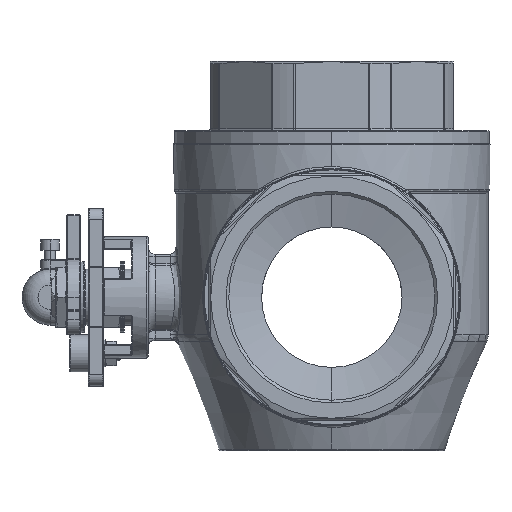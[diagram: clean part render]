
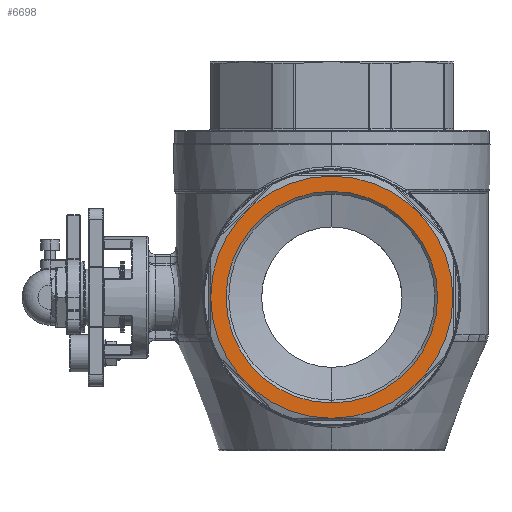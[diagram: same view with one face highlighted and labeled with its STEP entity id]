
A CAD part, left-side view. The second image highlights one B-rep face of the part: STEP entity #6698.
In plain terms, the highlighted planar face has unit normal (-1, 0, 0).
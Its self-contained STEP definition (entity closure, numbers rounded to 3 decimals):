
#2574 = CARTESIAN_POINT ( 'NONE',  ( -126., 0., 64.7 ) ) ;
#3466 = CARTESIAN_POINT ( 'NONE',  ( -126., 0., -56.515 ) ) ;
#4036 = CARTESIAN_POINT ( 'NONE',  ( -126., 0., 0. ) ) ;
#4134 = DIRECTION ( 'NONE',  ( 1., 0., 0. ) ) ;
#6535 = EDGE_CURVE ( 'NONE', #60982, #42094, #9133, .T. ) ;
#6698 = ADVANCED_FACE ( 'NONE', ( #23550, #53209 ), #13030, .F. ) ;
#7219 = EDGE_CURVE ( 'NONE', #42094, #60982, #15874, .T. ) ;
#8402 = DIRECTION ( 'NONE',  ( 0., 0., -1. ) ) ;
#9133 = CIRCLE ( 'NONE', #22266, 64.7 ) ;
#10442 = DIRECTION ( 'NONE',  ( 0., 0., 1. ) ) ;
#13030 = PLANE ( 'NONE',  #25522 ) ;
#13460 = CARTESIAN_POINT ( 'NONE',  ( -126., 68., 0. ) ) ;
#13577 = DIRECTION ( 'NONE',  ( 1., 0., 0. ) ) ;
#15051 = ORIENTED_EDGE ( 'NONE', *, *, #6535, .T. ) ;
#15874 = CIRCLE ( 'NONE', #30473, 64.7 ) ;
#17878 = EDGE_CURVE ( 'NONE', #30360, #60757, #19371, .T. ) ;
#19371 = CIRCLE ( 'NONE', #47359, 56.515 ) ;
#20825 = DIRECTION ( 'NONE',  ( -1., 0., 0. ) ) ;
#21744 = CIRCLE ( 'NONE', #42167, 56.515 ) ;
#22266 = AXIS2_PLACEMENT_3D ( 'NONE', #54195, #58878, #54823 ) ;
#22610 = DIRECTION ( 'NONE',  ( 1., 0., 0. ) ) ;
#23550 = FACE_BOUND ( 'NONE', #57139, .T. ) ;
#25522 = AXIS2_PLACEMENT_3D ( 'NONE', #13460, #4134, #56811 ) ;
#26347 = CARTESIAN_POINT ( 'NONE',  ( -126., 0., 56.515 ) ) ;
#27702 = CARTESIAN_POINT ( 'NONE',  ( -126., 0., 0. ) ) ;
#30360 = VERTEX_POINT ( 'NONE', #26347 ) ;
#30473 = AXIS2_PLACEMENT_3D ( 'NONE', #49993, #20825, #10442 ) ;
#35899 = EDGE_LOOP ( 'NONE', ( #38848, #15051 ) ) ;
#38848 = ORIENTED_EDGE ( 'NONE', *, *, #7219, .T. ) ;
#41074 = ORIENTED_EDGE ( 'NONE', *, *, #46071, .T. ) ;
#42094 = VERTEX_POINT ( 'NONE', #56303 ) ;
#42167 = AXIS2_PLACEMENT_3D ( 'NONE', #27702, #22610, #8402 ) ;
#46071 = EDGE_CURVE ( 'NONE', #60757, #30360, #21744, .T. ) ;
#47359 = AXIS2_PLACEMENT_3D ( 'NONE', #4036, #13577, #57585 ) ;
#49993 = CARTESIAN_POINT ( 'NONE',  ( -126., 0., 0. ) ) ;
#53209 = FACE_OUTER_BOUND ( 'NONE', #35899, .T. ) ;
#54195 = CARTESIAN_POINT ( 'NONE',  ( -126., 0., 0. ) ) ;
#54823 = DIRECTION ( 'NONE',  ( 0., 0., 1. ) ) ;
#56303 = CARTESIAN_POINT ( 'NONE',  ( -126., 0., -64.7 ) ) ;
#56410 = ORIENTED_EDGE ( 'NONE', *, *, #17878, .T. ) ;
#56811 = DIRECTION ( 'NONE',  ( 0., 0., -1. ) ) ;
#57139 = EDGE_LOOP ( 'NONE', ( #56410, #41074 ) ) ;
#57585 = DIRECTION ( 'NONE',  ( 0., 0., -1. ) ) ;
#58878 = DIRECTION ( 'NONE',  ( -1., 0., 0. ) ) ;
#60757 = VERTEX_POINT ( 'NONE', #3466 ) ;
#60982 = VERTEX_POINT ( 'NONE', #2574 ) ;
